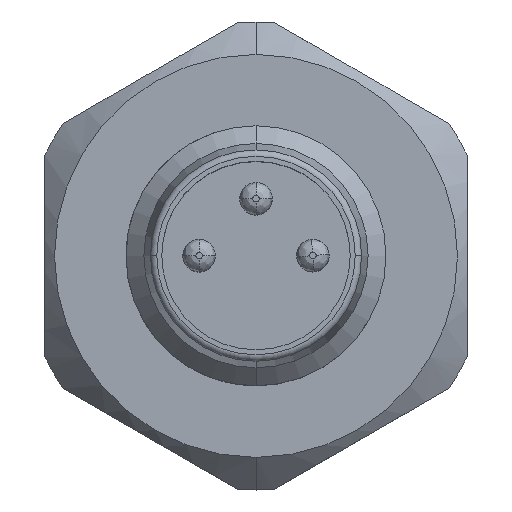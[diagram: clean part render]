
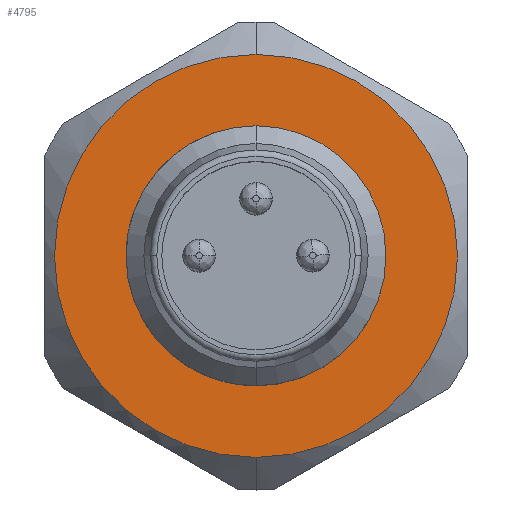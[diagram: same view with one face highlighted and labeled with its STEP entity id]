
A CAD part, top view. The second image highlights one B-rep face of the part: STEP entity #4795.
In plain terms, the highlighted planar face has unit normal (0, 0, 1).
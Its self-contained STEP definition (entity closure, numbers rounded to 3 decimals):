
#4758=AXIS2_PLACEMENT_3D('Circle Axis2P3D',#4756,#4757,$) ;
#4771=AXIS2_PLACEMENT_3D('Plane Axis2P3D',#4768,#4769,#4770) ;
#4775=AXIS2_PLACEMENT_3D('Circle Axis2P3D',#4773,#4774,$) ;
#4784=AXIS2_PLACEMENT_3D('Circle Axis2P3D',#4782,#4783,$) ;
#4717=CARTESIAN_POINT('Vertex',(6.5,11.2,17.85)) ;
#4721=CARTESIAN_POINT('Control Point',(6.5,11.2,17.85)) ;
#4722=CARTESIAN_POINT('Control Point',(5.872,11.2,17.85)) ;
#4723=CARTESIAN_POINT('Control Point',(5.243,11.077,17.85)) ;
#4724=CARTESIAN_POINT('Control Point',(4.647,10.83,17.85)) ;
#4725=CARTESIAN_POINT('Control Point',(3.584,10.116,17.85)) ;
#4726=CARTESIAN_POINT('Control Point',(2.87,9.053,17.85)) ;
#4727=CARTESIAN_POINT('Control Point',(2.623,8.457,17.85)) ;
#4728=CARTESIAN_POINT('Control Point',(2.377,7.2,17.85)) ;
#4729=CARTESIAN_POINT('Control Point',(2.623,5.943,17.85)) ;
#4730=CARTESIAN_POINT('Control Point',(2.87,5.347,17.85)) ;
#4731=CARTESIAN_POINT('Control Point',(3.584,4.284,17.85)) ;
#4732=CARTESIAN_POINT('Control Point',(4.647,3.57,17.85)) ;
#4733=CARTESIAN_POINT('Control Point',(5.243,3.323,17.85)) ;
#4734=CARTESIAN_POINT('Control Point',(5.872,3.2,17.85)) ;
#4735=CARTESIAN_POINT('Control Point',(6.5,3.2,17.85)) ;
#4736=CARTESIAN_POINT('Vertex',(6.5,3.2,17.85)) ;
#4756=CARTESIAN_POINT('Axis2P3D Location',(6.5,7.2,17.85)) ;
#4768=CARTESIAN_POINT('Axis2P3D Location',(6.5,2.1,17.85)) ;
#4773=CARTESIAN_POINT('Axis2P3D Location',(6.5,7.2,17.85)) ;
#4777=CARTESIAN_POINT('Vertex',(6.5,1.,17.85)) ;
#4779=CARTESIAN_POINT('Vertex',(6.5,13.4,17.85)) ;
#4782=CARTESIAN_POINT('Axis2P3D Location',(6.5,7.2,17.85)) ;
#4757=DIRECTION('Axis2P3D Direction',(0.,0.,1.)) ;
#4769=DIRECTION('Axis2P3D Direction',(0.,0.,1.)) ;
#4770=DIRECTION('Axis2P3D XDirection',(1.,0.,0.)) ;
#4774=DIRECTION('Axis2P3D Direction',(0.,0.,1.)) ;
#4783=DIRECTION('Axis2P3D Direction',(0.,0.,1.)) ;
#4788=ORIENTED_EDGE('',*,*,#4781,.T.) ;
#4789=ORIENTED_EDGE('',*,*,#4786,.T.) ;
#4792=ORIENTED_EDGE('',*,*,#4738,.F.) ;
#4793=ORIENTED_EDGE('',*,*,#4760,.F.) ;
#4794=FACE_BOUND('',#4791,.T.) ;
#4795=ADVANCED_FACE('V2',(#4790,#4794),#4772,.T.) ;
#4720=B_SPLINE_CURVE_WITH_KNOTS('',5,(#4721,#4722,#4723,#4724,#4725,#4726,#4727,#4728,#4729,#4730,#4731,#4732,#4733,#4734,#4735),.UNSPECIFIED.,.F.,.U.,(6,3,3,3,6),(-6.283,-3.142,0.,3.142,6.283),.UNSPECIFIED.) ;
#4759=CIRCLE('generated circle',#4758,4.) ;
#4776=CIRCLE('generated circle',#4775,6.2) ;
#4785=CIRCLE('generated circle',#4784,6.2) ;
#4738=EDGE_CURVE('',#4718,#4737,#4720,.T.) ;
#4760=EDGE_CURVE('',#4737,#4718,#4759,.T.) ;
#4781=EDGE_CURVE('',#4778,#4780,#4776,.T.) ;
#4786=EDGE_CURVE('',#4780,#4778,#4785,.T.) ;
#4787=EDGE_LOOP('',(#4788,#4789)) ;
#4791=EDGE_LOOP('',(#4792,#4793)) ;
#4790=FACE_OUTER_BOUND('',#4787,.T.) ;
#4772=PLANE('',#4771) ;
#4718=VERTEX_POINT('',#4717) ;
#4737=VERTEX_POINT('',#4736) ;
#4778=VERTEX_POINT('',#4777) ;
#4780=VERTEX_POINT('',#4779) ;
